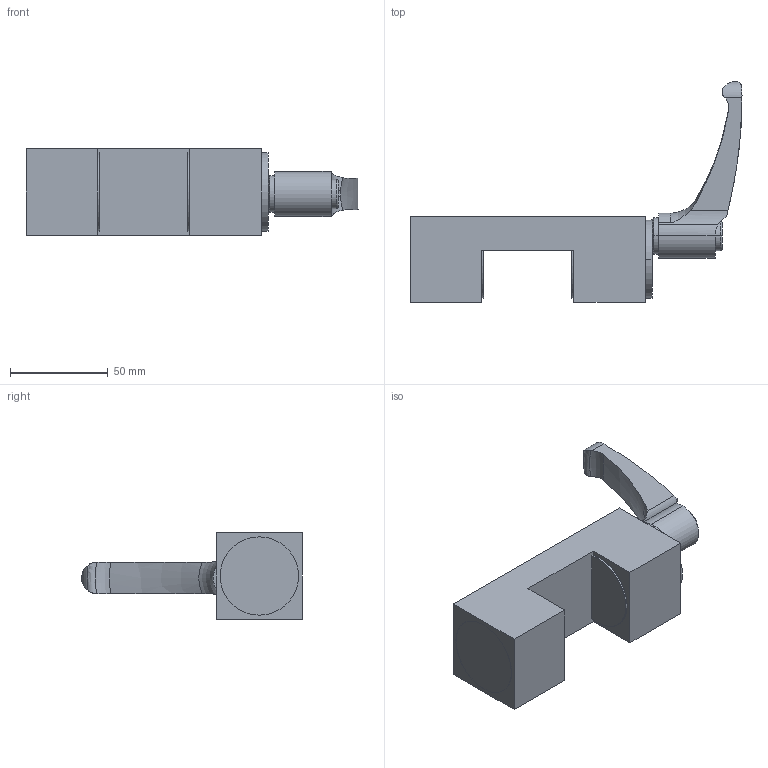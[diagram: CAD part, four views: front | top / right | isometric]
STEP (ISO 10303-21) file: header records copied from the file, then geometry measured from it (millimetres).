
FILE_DESCRIPTION(('HOOPS Exchange Step'),'2;1');
FILE_NAME('export-33CEA554-3E97-45F3-876A-0BDAF87FFE6C.stp','2023-01-19T14:38:56+01:00',('Engineering'),('Alibre'),'HOOPS Exchange 2021.0','Alibre','Unknown authorisation');
FILE_SCHEMA( ('AP242_MANAGED_MODEL_BASED_3D_ENGINEERING_MIM_LF {1 0 10303 442 1 1 4 }') );
Length unit declared in the file: millimetre
Products named in the file (3): ELESA-Klemmhebel GN 604-78-M8-SG; ghkHK4501A166045; HK4501A
Assembly tree (2 placements, depth 2):
  HK4501A
    ELESA-Klemmhebel GN 604-78-M8-SG
    ghkHK4501A166045
Bounding box: 169.42 x 112.7 x 44 mm (x, y, z)
Volume: 25965.3 mm3; surface area: 33897.2 mm2
Topology: 1 solids, 29 shells, 82 faces, 273 edges, 214 vertices
Faces by surface type: cylinder 33, plane 28, torus 11, cone 10
Entity records: 3264 total; most frequent: CARTESIAN_POINT 729, DIRECTION 530, ORIENTED_EDGE 404, EDGE_CURVE 273, VERTEX_POINT 214, AXIS2_PLACEMENT_3D 201, VECTOR 128, LINE 128
